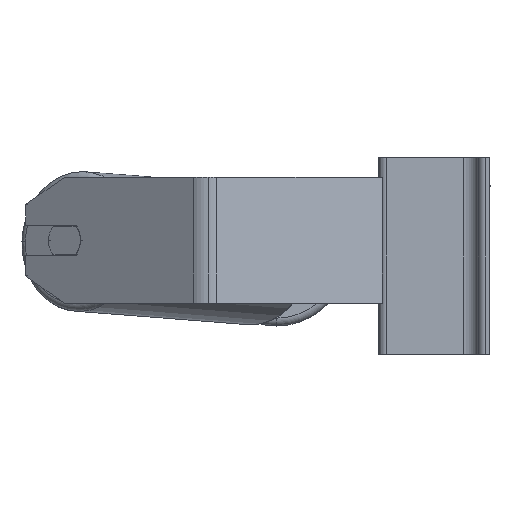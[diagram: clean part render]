
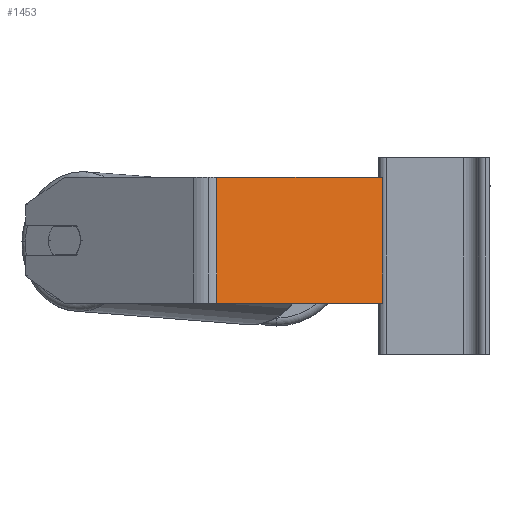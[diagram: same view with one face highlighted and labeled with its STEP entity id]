
A CAD part, left-side view. The second image highlights one B-rep face of the part: STEP entity #1453.
In plain terms, the highlighted planar face has unit normal (-0.94, -0.342, 0).
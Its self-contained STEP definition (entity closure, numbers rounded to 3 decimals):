
#74 = DIRECTION ( 'NONE',  ( 0.342, -0.94, 0. ) ) ;
#610 = ORIENTED_EDGE ( 'NONE', *, *, #5133, .F. ) ;
#627 = LINE ( 'NONE', #8321, #7500 ) ;
#1453 = ADVANCED_FACE ( 'NONE', ( #4318 ), #7721, .F. ) ;
#1459 = LINE ( 'NONE', #4957, #7973 ) ;
#1571 = DIRECTION ( 'NONE',  ( 0.342, -0.94, 0. ) ) ;
#1738 = VERTEX_POINT ( 'NONE', #5233 ) ;
#2464 = LINE ( 'NONE', #6692, #9231 ) ;
#2536 = LINE ( 'NONE', #6929, #5883 ) ;
#2664 = AXIS2_PLACEMENT_3D ( 'NONE', #3466, #6869, #10290 ) ;
#3466 = CARTESIAN_POINT ( 'NONE',  ( -378.62, 128.876, 50. ) ) ;
#4276 = VERTEX_POINT ( 'NONE', #5598 ) ;
#4318 = FACE_OUTER_BOUND ( 'NONE', #8277, .T. ) ;
#4600 = ORIENTED_EDGE ( 'NONE', *, *, #4737, .T. ) ;
#4720 = ORIENTED_EDGE ( 'NONE', *, *, #8712, .T. ) ;
#4737 = EDGE_CURVE ( 'NONE', #7812, #10060, #2464, .T. ) ;
#4860 = DIRECTION ( 'NONE',  ( 0., 0., -1. ) ) ;
#4957 = CARTESIAN_POINT ( 'NONE',  ( -337.518, 15.948, 50. ) ) ;
#5133 = EDGE_CURVE ( 'NONE', #4276, #10060, #1459, .T. ) ;
#5233 = CARTESIAN_POINT ( 'NONE',  ( -375.771, 121.049, 50. ) ) ;
#5598 = CARTESIAN_POINT ( 'NONE',  ( -337.518, 15.948, 50. ) ) ;
#5883 = VECTOR ( 'NONE', #74, 1000. ) ;
#6692 = CARTESIAN_POINT ( 'NONE',  ( -378.62, 128.876, -30. ) ) ;
#6869 = DIRECTION ( 'NONE',  ( 0.94, 0.342, 0. ) ) ;
#6929 = CARTESIAN_POINT ( 'NONE',  ( -378.62, 128.876, 50. ) ) ;
#7500 = VECTOR ( 'NONE', #4860, 1000. ) ;
#7609 = ORIENTED_EDGE ( 'NONE', *, *, #8349, .F. ) ;
#7721 = PLANE ( 'NONE',  #2664 ) ;
#7812 = VERTEX_POINT ( 'NONE', #10809 ) ;
#7973 = VECTOR ( 'NONE', #8433, 1000. ) ;
#8277 = EDGE_LOOP ( 'NONE', ( #4600, #610, #7609, #4720 ) ) ;
#8321 = CARTESIAN_POINT ( 'NONE',  ( -375.771, 121.049, 50. ) ) ;
#8349 = EDGE_CURVE ( 'NONE', #1738, #4276, #2536, .T. ) ;
#8433 = DIRECTION ( 'NONE',  ( 0., 0., -1. ) ) ;
#8712 = EDGE_CURVE ( 'NONE', #1738, #7812, #627, .T. ) ;
#9231 = VECTOR ( 'NONE', #1571, 1000. ) ;
#10060 = VERTEX_POINT ( 'NONE', #10342 ) ;
#10290 = DIRECTION ( 'NONE',  ( -0.342, 0.94, 0. ) ) ;
#10342 = CARTESIAN_POINT ( 'NONE',  ( -337.518, 15.948, -30. ) ) ;
#10809 = CARTESIAN_POINT ( 'NONE',  ( -375.771, 121.049, -30. ) ) ;
